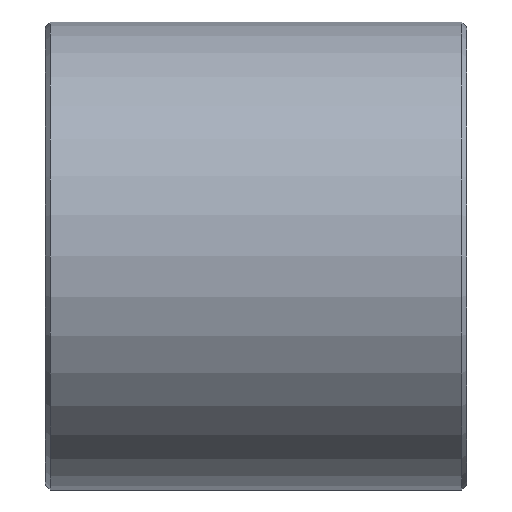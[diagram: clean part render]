
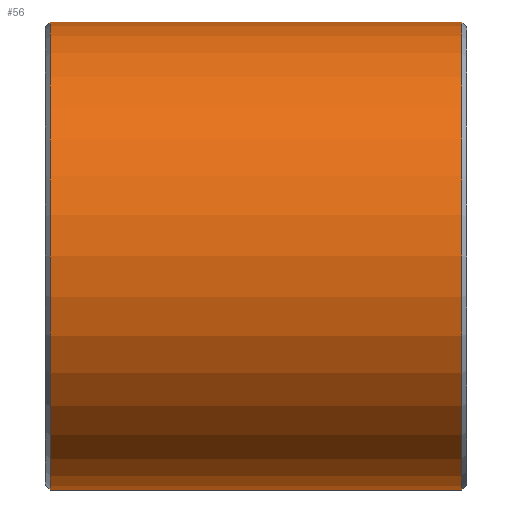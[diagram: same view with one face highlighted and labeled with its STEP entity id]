
A CAD part, front view. The second image highlights one B-rep face of the part: STEP entity #56.
In plain terms, the highlighted cylindrical face has radius 5 mm (diameter 10 mm), a partial arc.
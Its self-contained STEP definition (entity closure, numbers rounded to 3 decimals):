
#7 = CIRCLE ( 'NONE', #55, 5. ) ;
#51 = ORIENTED_EDGE ( 'NONE', *, *, #239, .T. ) ;
#55 = AXIS2_PLACEMENT_3D ( 'NONE', #117, #181, #112 ) ;
#56 = ADVANCED_FACE ( 'NONE', ( #219 ), #364, .T. ) ;
#67 = ORIENTED_EDGE ( 'NONE', *, *, #311, .F. ) ;
#87 = CARTESIAN_POINT ( 'NONE',  ( 9., 0., 0. ) ) ;
#91 = DIRECTION ( 'NONE',  ( -1., 0., 0. ) ) ;
#103 = CARTESIAN_POINT ( 'NONE',  ( 0.1, 0., -5. ) ) ;
#106 = CIRCLE ( 'NONE', #294, 5. ) ;
#112 = DIRECTION ( 'NONE',  ( 0., 0., -1. ) ) ;
#117 = CARTESIAN_POINT ( 'NONE',  ( 0.1, 0., 0. ) ) ;
#122 = VERTEX_POINT ( 'NONE', #142 ) ;
#123 = EDGE_CURVE ( 'NONE', #265, #235, #7, .T. ) ;
#132 = DIRECTION ( 'NONE',  ( -1., 0., 0. ) ) ;
#142 = CARTESIAN_POINT ( 'NONE',  ( 8.9, 0., -5. ) ) ;
#150 = LINE ( 'NONE', #344, #340 ) ;
#153 = LINE ( 'NONE', #267, #332 ) ;
#156 = EDGE_CURVE ( 'NONE', #249, #265, #150, .T. ) ;
#162 = EDGE_LOOP ( 'NONE', ( #67, #51, #293, #354 ) ) ;
#173 = DIRECTION ( 'NONE',  ( 0., 0., 1. ) ) ;
#181 = DIRECTION ( 'NONE',  ( 1., 0., 0. ) ) ;
#219 = FACE_OUTER_BOUND ( 'NONE', #162, .T. ) ;
#235 = VERTEX_POINT ( 'NONE', #103 ) ;
#239 = EDGE_CURVE ( 'NONE', #122, #249, #106, .T. ) ;
#249 = VERTEX_POINT ( 'NONE', #292 ) ;
#265 = VERTEX_POINT ( 'NONE', #353 ) ;
#267 = CARTESIAN_POINT ( 'NONE',  ( 9., 0., -5. ) ) ;
#292 = CARTESIAN_POINT ( 'NONE',  ( 8.9, 0., 5. ) ) ;
#293 = ORIENTED_EDGE ( 'NONE', *, *, #156, .T. ) ;
#294 = AXIS2_PLACEMENT_3D ( 'NONE', #350, #327, #324 ) ;
#311 = EDGE_CURVE ( 'NONE', #122, #235, #153, .T. ) ;
#324 = DIRECTION ( 'NONE',  ( 0., 0., -1. ) ) ;
#327 = DIRECTION ( 'NONE',  ( -1., 0., 0. ) ) ;
#332 = VECTOR ( 'NONE', #132, 1000. ) ;
#333 = AXIS2_PLACEMENT_3D ( 'NONE', #87, #335, #173 ) ;
#335 = DIRECTION ( 'NONE',  ( -1., 0., 0. ) ) ;
#340 = VECTOR ( 'NONE', #91, 1000. ) ;
#344 = CARTESIAN_POINT ( 'NONE',  ( 9., 0., 5. ) ) ;
#350 = CARTESIAN_POINT ( 'NONE',  ( 8.9, 0., 0. ) ) ;
#353 = CARTESIAN_POINT ( 'NONE',  ( 0.1, 0., 5. ) ) ;
#354 = ORIENTED_EDGE ( 'NONE', *, *, #123, .T. ) ;
#364 = CYLINDRICAL_SURFACE ( 'NONE', #333, 5. ) ;
